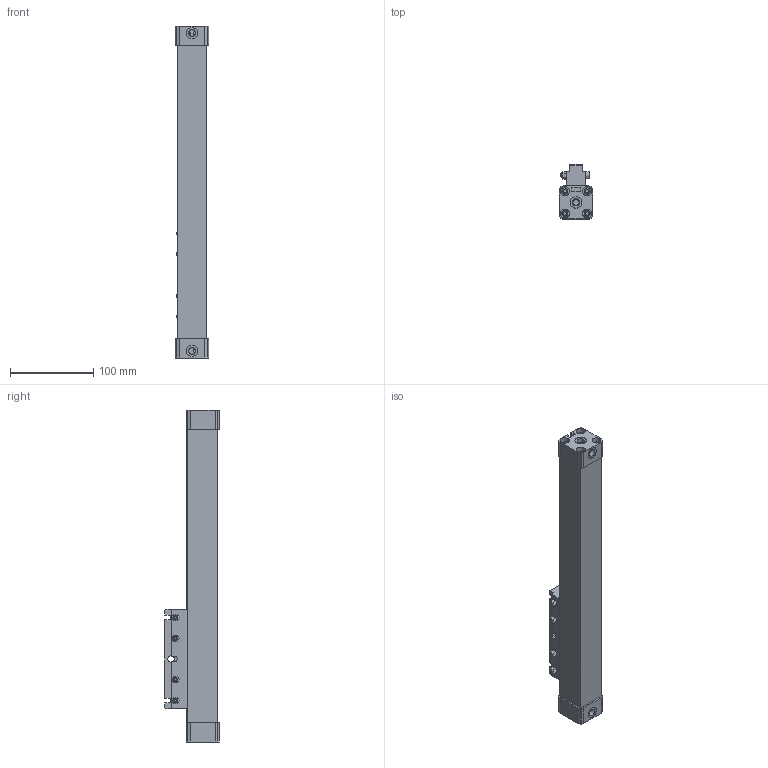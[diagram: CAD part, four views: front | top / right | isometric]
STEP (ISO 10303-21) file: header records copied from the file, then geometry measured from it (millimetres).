
FILE_DESCRIPTION( ( 'STEP AP203' ), '1' );
FILE_NAME( 'MCRPL-90-25-0200(0).stp', '2020-06-02T08:30:07', ( 'License CC BY-ND 4.0' ), ( 'CADENAS' ), ' ', 'PARTsolutions', ' ' );
FILE_SCHEMA( ( 'CONFIG_CONTROL_DESIGN' ) );
Length unit declared in the file: millimetre
Products named in the file (3): MCRPL-90-25-0200(0); _BodyMCRPL-90-25-200; _RodMCRPL-90-25-200
Assembly tree (2 placements, depth 2):
  MCRPL-90-25-0200(0)
    _BodyMCRPL-90-25-200
    _RodMCRPL-90-25-200
Bounding box: 40 x 66 x 400 mm (x, y, z)
Volume: 581239.8 mm3; surface area: 91974.2 mm2
Topology: 2 solids, 2 shells, 317 faces, 782 edges, 510 vertices
Faces by surface type: plane 217, cylinder 65, cone 31, torus 4
Full cylindrical faces by diameter (mm): 4 x4, 4.134 x12, 6 x2, 7.7 x8, 8 x1, 8.5 x4, 10.8 x8, 14 x6
Entity records: 9450 total; most frequent: CARTESIAN_POINT 2233, DIRECTION 1430, ORIENTED_EDGE 1354, EDGE_CURVE 677, AXIS2_PLACEMENT_3D 493, VERTEX_POINT 486, EDGE_LOOP 457, LINE 444
